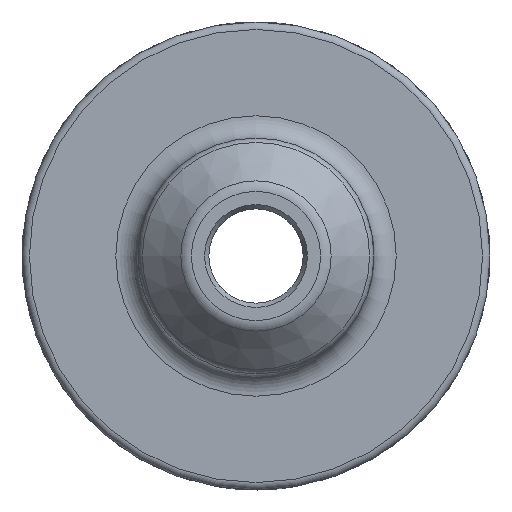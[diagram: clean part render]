
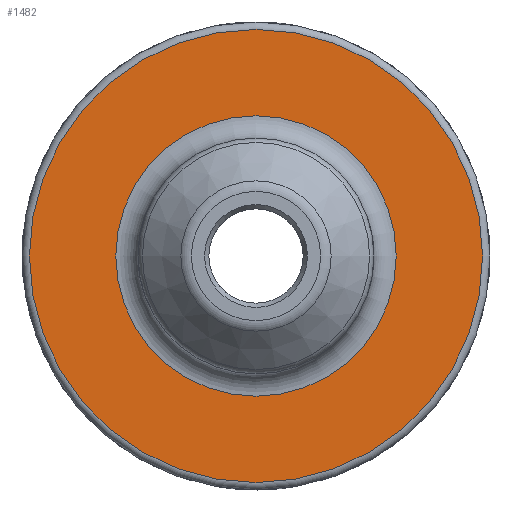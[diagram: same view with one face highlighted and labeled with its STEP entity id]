
A CAD part, front view. The second image highlights one B-rep face of the part: STEP entity #1482.
In plain terms, the highlighted planar face has unit normal (0, -1, 0).
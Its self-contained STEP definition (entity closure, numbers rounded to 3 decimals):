
#39=PLANE('',#1596);
#72=FACE_BOUND('',#297,.T.);
#117=CIRCLE('',#1594,18.875);
#118=CIRCLE('',#1595,18.875);
#119=CIRCLE('',#1597,30.5);
#120=CIRCLE('',#1598,30.5);
#211=FACE_OUTER_BOUND('',#296,.T.);
#296=EDGE_LOOP('',(#1086,#1087));
#297=EDGE_LOOP('',(#1088,#1089));
#610=VERTEX_POINT('',#2579);
#611=VERTEX_POINT('',#2581);
#612=VERTEX_POINT('',#2585);
#613=VERTEX_POINT('',#2586);
#791=EDGE_CURVE('',#610,#611,#117,.T.);
#792=EDGE_CURVE('',#611,#610,#118,.T.);
#793=EDGE_CURVE('',#612,#613,#119,.T.);
#794=EDGE_CURVE('',#613,#612,#120,.T.);
#1086=ORIENTED_EDGE('',*,*,#793,.F.);
#1087=ORIENTED_EDGE('',*,*,#794,.F.);
#1088=ORIENTED_EDGE('',*,*,#792,.F.);
#1089=ORIENTED_EDGE('',*,*,#791,.F.);
#1482=ADVANCED_FACE('',(#211,#72),#39,.T.);
#1594=AXIS2_PLACEMENT_3D('',#2582,#1810,#1811);
#1595=AXIS2_PLACEMENT_3D('',#2583,#1812,#1813);
#1596=AXIS2_PLACEMENT_3D('',#2584,#1814,#1815);
#1597=AXIS2_PLACEMENT_3D('',#2587,#1816,#1817);
#1598=AXIS2_PLACEMENT_3D('',#2588,#1818,#1819);
#1810=DIRECTION('center_axis',(0.,-1.,0.));
#1811=DIRECTION('ref_axis',(-1.,0.,0.));
#1812=DIRECTION('center_axis',(0.,-1.,0.));
#1813=DIRECTION('ref_axis',(-1.,0.,0.));
#1814=DIRECTION('center_axis',(0.,-1.,0.));
#1815=DIRECTION('ref_axis',(0.,0.,-1.));
#1816=DIRECTION('center_axis',(0.,1.,0.));
#1817=DIRECTION('ref_axis',(1.,0.,0.));
#1818=DIRECTION('center_axis',(0.,1.,0.));
#1819=DIRECTION('ref_axis',(1.,0.,0.));
#2579=CARTESIAN_POINT('',(0.,-27.,-18.875));
#2581=CARTESIAN_POINT('',(18.875,-27.,0.));
#2582=CARTESIAN_POINT('Origin',(0.,-27.,0.));
#2583=CARTESIAN_POINT('Origin',(0.,-27.,0.));
#2584=CARTESIAN_POINT('Origin',(-31.5,-27.,0.));
#2585=CARTESIAN_POINT('',(-30.5,-27.,0.));
#2586=CARTESIAN_POINT('',(0.,-27.,-30.5));
#2587=CARTESIAN_POINT('Origin',(0.,-27.,0.));
#2588=CARTESIAN_POINT('Origin',(0.,-27.,0.));
